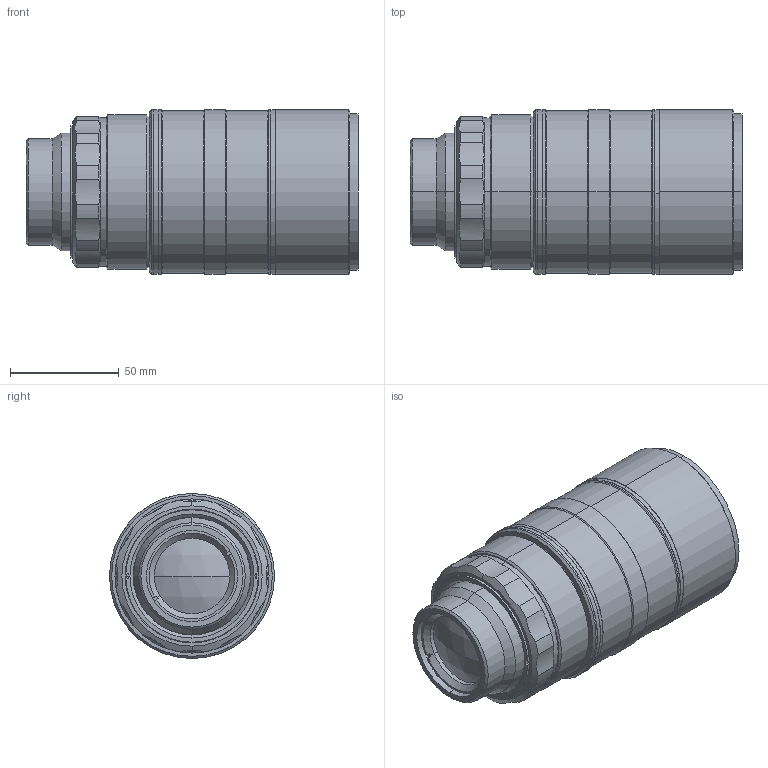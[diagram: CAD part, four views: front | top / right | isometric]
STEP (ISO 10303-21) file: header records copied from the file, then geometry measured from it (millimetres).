
FILE_DESCRIPTION (( 'STEP AP203' ), '1' );
FILE_NAME ('DP21251-B_MC12K050X-R.step', '2021-12-23T15:37:32', ( '' ), ( '' ), 'SwSTEP 2.0', 'SolidWorks 2021', '' );
FILE_SCHEMA (( 'CONFIG_CONTROL_DESIGN' ));
Length unit declared in the file: millimetre
Products named in the file (1): DP21251-B_MC12K050X-R
Bounding box: 152.93 x 76 x 76 mm (x, y, z)
Surface area: 69314.9 mm2 (no closed solid volume)
Topology: 0 solids, 14 shells, 131 faces, 343 edges, 225 vertices
Faces by surface type: cylinder 69, cone 34, plane 26, sphere 2
Entity records: 4460 total; most frequent: CARTESIAN_POINT 1122, DIRECTION 733, ORIENTED_EDGE 605, EDGE_CURVE 343, AXIS2_PLACEMENT_3D 300, VERTEX_POINT 225, CIRCLE 168, EDGE_LOOP 150
